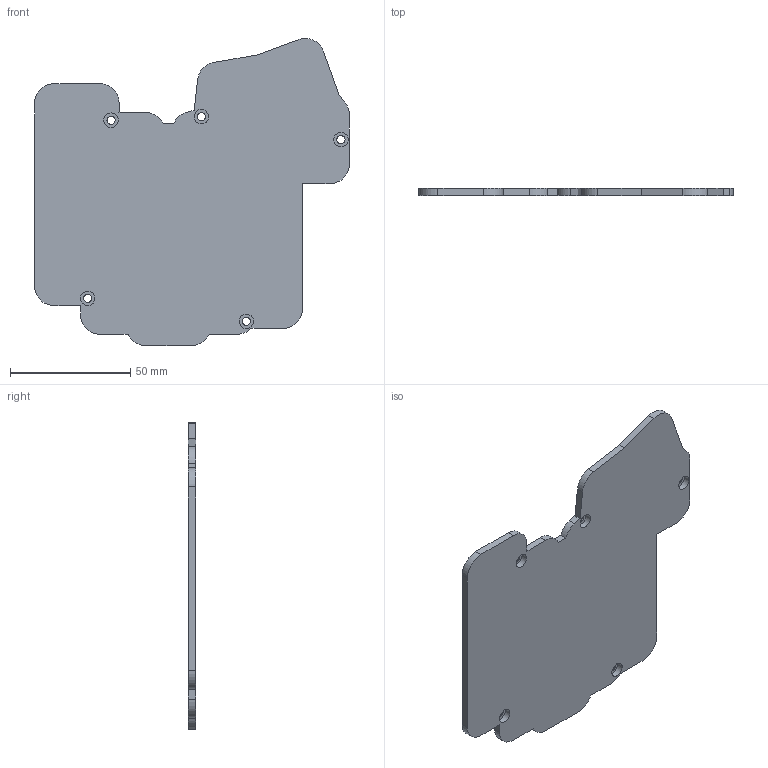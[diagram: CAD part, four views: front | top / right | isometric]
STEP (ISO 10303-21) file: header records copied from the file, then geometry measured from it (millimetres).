
FILE_DESCRIPTION(/* description */ (''),/* implementation_level */ '2;1');
FILE_NAME(/* name */ 'bottomLeft.step',/* time_stamp */ '2025-12-04T23:07:47-05:00',/* author */ (''),/* organization */ (''),/* preprocessor_version */ 'ST-DEVELOPER v20.1',/* originating_system */ 'Autodesk Translation Framework v14.21.0.0',/* authorisation */ '');
FILE_SCHEMA (('AUTOMOTIVE_DESIGN { 1 0 10303 214 3 1 1 }'));
Length unit declared in the file: millimetre
Products named in the file (3): bottomLeft; BottomRight v1(Mirror); Bottom(Mirror)
Assembly tree (2 placements, depth 3):
  bottomLeft
    BottomRight v1(Mirror)
      Bottom(Mirror)
Bounding box: 130.8 x 3 x 127.61 mm (x, y, z)
Volume: 36568.6 mm3; surface area: 26489.6 mm2
Topology: 1 solids, 1 shells, 57 faces, 150 edges, 100 vertices
Faces by surface type: plane 30, cylinder 27
Full cylindrical faces by diameter (mm): 3.4 x5, 6 x5
Entity records: 1887 total; most frequent: DIRECTION 327, CARTESIAN_POINT 323, ORIENTED_EDGE 300, EDGE_CURVE 150, AXIS2_PLACEMENT_3D 116, VERTEX_POINT 100, LINE 95, VECTOR 95
